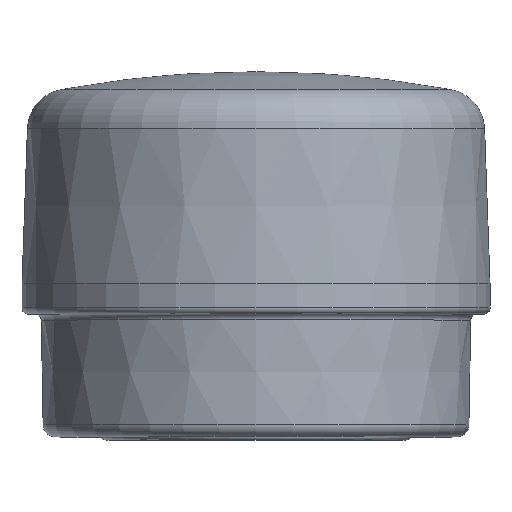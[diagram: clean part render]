
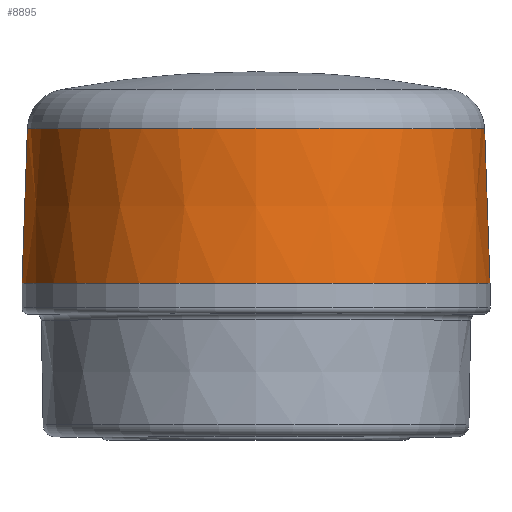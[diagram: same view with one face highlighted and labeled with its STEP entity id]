
A CAD part, top view. The second image highlights one B-rep face of the part: STEP entity #8895.
In plain terms, the highlighted conical face has half-angle 2 degrees and reference radius 37.685 mm.
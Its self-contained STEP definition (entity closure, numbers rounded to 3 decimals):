
#6=CARTESIAN_POINT('',(0.,25.,0.));
#7=DIRECTION('',(0.,1.,0.));
#8=DIRECTION('',(-1.,0.,0.));
#9=AXIS2_PLACEMENT_3D('',#6,#7,#8);
#59=DIRECTION('',(-0.035,-0.999,0.));
#60=VECTOR('',#59,25.213);
#61=CARTESIAN_POINT('',(-37.245,50.198,0.));
#62=LINE('',#61,#60);
#63=DIRECTION('',(0.035,-0.999,0.));
#64=VECTOR('',#63,25.213);
#65=CARTESIAN_POINT('',(37.245,50.198,0.));
#66=LINE('',#65,#64);
#72=CARTESIAN_POINT('',(0.,50.198,0.));
#73=DIRECTION('',(0.,-1.,0.));
#74=DIRECTION('',(1.,0.,0.));
#75=AXIS2_PLACEMENT_3D('',#72,#73,#74);
#7703=CARTESIAN_POINT('',(-38.125,25.,0.));
#7704=CARTESIAN_POINT('',(38.125,25.,0.));
#7705=VERTEX_POINT('',#7703);
#7706=VERTEX_POINT('',#7704);
#7707=CARTESIAN_POINT('',(-37.245,50.198,
0.));
#7708=VERTEX_POINT('',#7707);
#7709=CARTESIAN_POINT('',(37.245,50.198,
0.));
#7710=VERTEX_POINT('',#7709);
#8883=CARTESIAN_POINT('',(0.,37.599,0.));
#8884=DIRECTION('',(0.,-1.,0.));
#8885=DIRECTION('',(-1.,0.,0.));
#8886=AXIS2_PLACEMENT_3D('',#8883,#8884,#8885);
#8887=CONICAL_SURFACE('',#8886,37.685,2.);
#8888=ORIENTED_EDGE('',*,*,#8873,.F.);
#8890=ORIENTED_EDGE('',*,*,#8889,.F.);
#8891=ORIENTED_EDGE('',*,*,#8876,.T.);
#8892=ORIENTED_EDGE('',*,*,#8803,.F.);
#8893=EDGE_LOOP('',(#8888,#8890,#8891,#8892));
#8894=FACE_OUTER_BOUND('',#8893,.F.);
#8895=ADVANCED_FACE('',(#8894),#8887,.T.);
#10=CIRCLE('',#9,38.125);
#76=CIRCLE('',#75,37.245);
#8803=EDGE_CURVE('',#7705,#7706,#10,.T.);
#8873=EDGE_CURVE('',#7708,#7705,#62,.T.);
#8876=EDGE_CURVE('',#7710,#7706,#66,.T.);
#8889=EDGE_CURVE('',#7710,#7708,#76,.T.);
